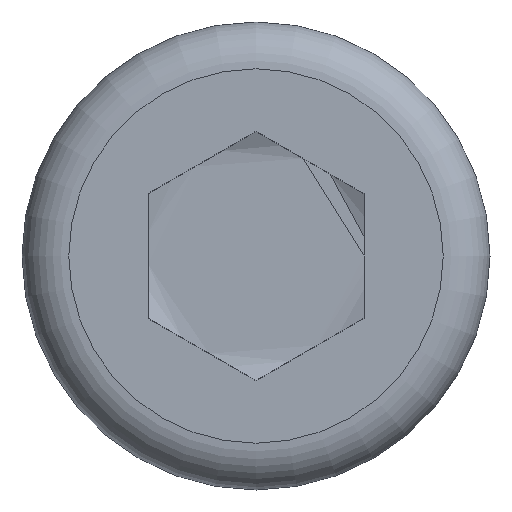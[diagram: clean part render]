
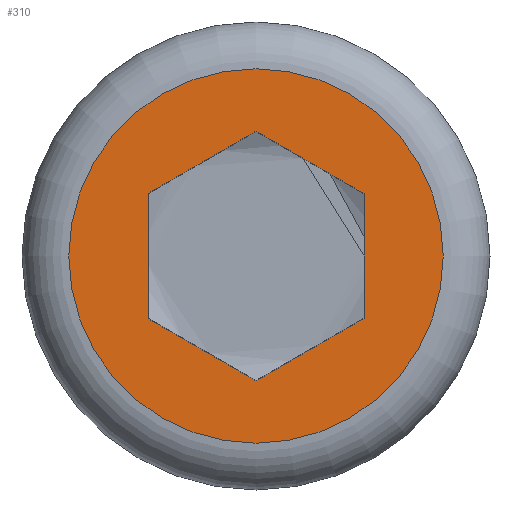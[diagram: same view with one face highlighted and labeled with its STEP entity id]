
A CAD part, left-side view. The second image highlights one B-rep face of the part: STEP entity #310.
In plain terms, the highlighted planar face has unit normal (-1, 0, 0).
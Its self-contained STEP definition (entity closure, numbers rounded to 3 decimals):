
#19=FACE_BOUND('',#70,.T.);
#22=CIRCLE('',#348,5.2);
#23=CIRCLE('',#349,5.2);
#52=FACE_OUTER_BOUND('',#69,.T.);
#69=EDGE_LOOP('',(#237,#238));
#70=EDGE_LOOP('',(#239,#240,#241,#242,#243,#244));
#83=LINE('',#481,#101);
#86=LINE('',#490,#104);
#88=LINE('',#498,#106);
#89=LINE('',#505,#107);
#91=LINE('',#517,#109);
#93=LINE('',#523,#111);
#101=VECTOR('',#382,10.);
#104=VECTOR('',#387,10.);
#106=VECTOR('',#391,10.);
#107=VECTOR('',#394,10.);
#109=VECTOR('',#398,10.);
#111=VECTOR('',#402,10.);
#127=VERTEX_POINT('',#478);
#128=VERTEX_POINT('',#480);
#130=VERTEX_POINT('',#488);
#132=VERTEX_POINT('',#496);
#134=VERTEX_POINT('',#504);
#137=VERTEX_POINT('',#516);
#139=VERTEX_POINT('',#528);
#140=VERTEX_POINT('',#529);
#160=EDGE_CURVE('',#128,#127,#83,.T.);
#164=EDGE_CURVE('',#127,#130,#86,.T.);
#167=EDGE_CURVE('',#130,#132,#88,.T.);
#169=EDGE_CURVE('',#134,#128,#89,.T.);
#173=EDGE_CURVE('',#137,#134,#91,.T.);
#176=EDGE_CURVE('',#132,#137,#93,.T.);
#178=EDGE_CURVE('',#139,#140,#22,.T.);
#179=EDGE_CURVE('',#140,#139,#23,.T.);
#237=ORIENTED_EDGE('',*,*,#178,.F.);
#238=ORIENTED_EDGE('',*,*,#179,.F.);
#239=ORIENTED_EDGE('',*,*,#167,.T.);
#240=ORIENTED_EDGE('',*,*,#176,.T.);
#241=ORIENTED_EDGE('',*,*,#173,.T.);
#242=ORIENTED_EDGE('',*,*,#169,.T.);
#243=ORIENTED_EDGE('',*,*,#160,.T.);
#244=ORIENTED_EDGE('',*,*,#164,.T.);
#299=PLANE('',#347);
#310=ADVANCED_FACE('',(#52,#19),#299,.T.);
#347=AXIS2_PLACEMENT_3D('',#527,#406,#407);
#348=AXIS2_PLACEMENT_3D('',#530,#408,#409);
#349=AXIS2_PLACEMENT_3D('',#531,#410,#411);
#382=DIRECTION('',(0.,0.866,-0.5));
#387=DIRECTION('',(0.,0.866,0.5));
#391=DIRECTION('',(0.,0.,1.));
#394=DIRECTION('',(0.,0.,-1.));
#398=DIRECTION('',(0.,-0.866,-0.5));
#402=DIRECTION('',(0.,-0.866,0.5));
#406=DIRECTION('center_axis',(-1.,0.,0.));
#407=DIRECTION('ref_axis',(0.,0.,1.));
#408=DIRECTION('center_axis',(1.,0.,0.));
#409=DIRECTION('ref_axis',(0.,1.,0.));
#410=DIRECTION('center_axis',(1.,0.,0.));
#411=DIRECTION('ref_axis',(0.,1.,0.));
#478=CARTESIAN_POINT('',(0.,0.,-3.464));
#480=CARTESIAN_POINT('',(0.,-3.,-1.732));
#481=CARTESIAN_POINT('',(0.,-0.75,-3.031));
#488=CARTESIAN_POINT('',(0.,3.,-1.732));
#490=CARTESIAN_POINT('',(0.,2.25,-2.165));
#496=CARTESIAN_POINT('',(0.,3.,1.732));
#498=CARTESIAN_POINT('',(0.,3.,0.866));
#504=CARTESIAN_POINT('',(0.,-3.,1.732));
#505=CARTESIAN_POINT('',(0.,-3.,-0.866));
#516=CARTESIAN_POINT('',(0.,0.,3.464));
#517=CARTESIAN_POINT('',(0.,-2.25,2.165));
#523=CARTESIAN_POINT('',(0.,0.75,3.031));
#527=CARTESIAN_POINT('Origin',(0.,4.4,0.));
#528=CARTESIAN_POINT('',(0.,5.2,0.));
#529=CARTESIAN_POINT('',(0.,0.,5.2));
#530=CARTESIAN_POINT('Origin',(0.,0.,
0.));
#531=CARTESIAN_POINT('Origin',(0.,0.,
0.));
